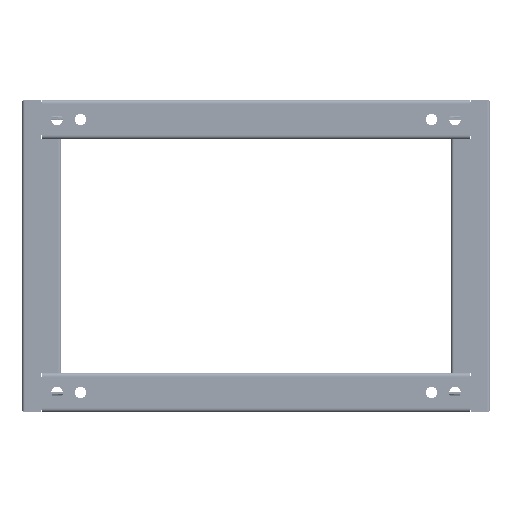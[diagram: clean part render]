
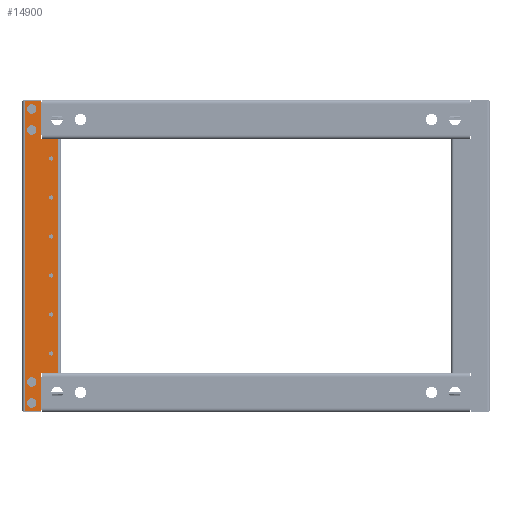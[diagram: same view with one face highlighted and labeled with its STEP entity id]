
A CAD part, front view. The second image highlights one B-rep face of the part: STEP entity #14900.
In plain terms, the highlighted planar face has unit normal (0, -1, 0).
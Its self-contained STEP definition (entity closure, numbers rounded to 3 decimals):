
#14900=ADVANCED_FACE('',(#34705,#34706,#34707,#34708,#34709,#34710,#34711,#34712,#34713,#34714,#34715),#34716,.T.);
#34705=FACE_BOUND('',#57103,.T.);
#34706=FACE_BOUND('',#57104,.T.);
#34707=FACE_BOUND('',#57105,.T.);
#34708=FACE_BOUND('',#57106,.T.);
#34709=FACE_BOUND('',#57107,.T.);
#34710=FACE_BOUND('',#57108,.T.);
#34711=FACE_BOUND('',#57109,.T.);
#34712=FACE_BOUND('',#57110,.T.);
#34713=FACE_BOUND('',#57111,.T.);
#34714=FACE_BOUND('',#57112,.T.);
#34715=FACE_OUTER_BOUND('',#57113,.T.);
#34716=PLANE('',#57114);
#57103=EDGE_LOOP('',(#105098,#105099));
#57104=EDGE_LOOP('',(#105100,#105101));
#57105=EDGE_LOOP('',(#105102,#105103));
#57106=EDGE_LOOP('',(#105104,#105105));
#57107=EDGE_LOOP('',(#105106,#105107));
#57108=EDGE_LOOP('',(#105108,#105109));
#57109=EDGE_LOOP('',(#105110,#105111));
#57110=EDGE_LOOP('',(#105112,#105113));
#57111=EDGE_LOOP('',(#105114,#105115));
#57112=EDGE_LOOP('',(#105116,#105117));
#57113=EDGE_LOOP('',(#105118,#105119,#105120,#105121,#105122,#105123,#105124,#105125));
#57114=AXIS2_PLACEMENT_3D('',#105126,#105127,#105128);
#105098=ORIENTED_EDGE('',*,*,#138718,.T.);
#105099=ORIENTED_EDGE('',*,*,#138885,.T.);
#105100=ORIENTED_EDGE('',*,*,#138723,.T.);
#105101=ORIENTED_EDGE('',*,*,#138886,.T.);
#105102=ORIENTED_EDGE('',*,*,#138728,.T.);
#105103=ORIENTED_EDGE('',*,*,#138887,.T.);
#105104=ORIENTED_EDGE('',*,*,#138733,.T.);
#105105=ORIENTED_EDGE('',*,*,#138888,.T.);
#105106=ORIENTED_EDGE('',*,*,#138738,.T.);
#105107=ORIENTED_EDGE('',*,*,#138889,.T.);
#105108=ORIENTED_EDGE('',*,*,#138743,.T.);
#105109=ORIENTED_EDGE('',*,*,#138890,.T.);
#105110=ORIENTED_EDGE('',*,*,#138748,.T.);
#105111=ORIENTED_EDGE('',*,*,#138891,.T.);
#105112=ORIENTED_EDGE('',*,*,#138753,.T.);
#105113=ORIENTED_EDGE('',*,*,#138892,.T.);
#105114=ORIENTED_EDGE('',*,*,#138758,.T.);
#105115=ORIENTED_EDGE('',*,*,#138893,.T.);
#105116=ORIENTED_EDGE('',*,*,#138763,.T.);
#105117=ORIENTED_EDGE('',*,*,#138894,.T.);
#105118=ORIENTED_EDGE('',*,*,#138895,.T.);
#105119=ORIENTED_EDGE('',*,*,#138883,.F.);
#105120=ORIENTED_EDGE('',*,*,#138896,.T.);
#105121=ORIENTED_EDGE('',*,*,#138897,.T.);
#105122=ORIENTED_EDGE('',*,*,#138898,.F.);
#105123=ORIENTED_EDGE('',*,*,#138899,.T.);
#105124=ORIENTED_EDGE('',*,*,#138861,.T.);
#105125=ORIENTED_EDGE('',*,*,#138900,.T.);
#105126=CARTESIAN_POINT('',(25.0,0.0,399.0));
#105127=DIRECTION('',(0.0,-1.0,0.0));
#105128=DIRECTION('',(-1.0,0.0,0.0));
#138718=EDGE_CURVE('',#170322,#170326,#170328,.T.);
#138723=EDGE_CURVE('',#170331,#170335,#170337,.T.);
#138728=EDGE_CURVE('',#170340,#170344,#170346,.T.);
#138733=EDGE_CURVE('',#170349,#170353,#170355,.T.);
#138738=EDGE_CURVE('',#170358,#170362,#170364,.T.);
#138743=EDGE_CURVE('',#170367,#170371,#170373,.T.);
#138748=EDGE_CURVE('',#170376,#170380,#170382,.T.);
#138753=EDGE_CURVE('',#170385,#170389,#170391,.T.);
#138758=EDGE_CURVE('',#170394,#170398,#170400,.T.);
#138763=EDGE_CURVE('',#170403,#170407,#170409,.T.);
#138861=EDGE_CURVE('',#170586,#170584,#170587,.T.);
#138883=EDGE_CURVE('',#170623,#170621,#170625,.T.);
#138885=EDGE_CURVE('',#170326,#170322,#170627,.T.);
#138886=EDGE_CURVE('',#170335,#170331,#170628,.T.);
#138887=EDGE_CURVE('',#170344,#170340,#170629,.T.);
#138888=EDGE_CURVE('',#170353,#170349,#170630,.T.);
#138889=EDGE_CURVE('',#170362,#170358,#170631,.T.);
#138890=EDGE_CURVE('',#170371,#170367,#170632,.T.);
#138891=EDGE_CURVE('',#170380,#170376,#170633,.T.);
#138892=EDGE_CURVE('',#170389,#170385,#170634,.T.);
#138893=EDGE_CURVE('',#170398,#170394,#170635,.T.);
#138894=EDGE_CURVE('',#170407,#170403,#170636,.T.);
#138895=EDGE_CURVE('',#170637,#170621,#170638,.T.);
#138896=EDGE_CURVE('',#170623,#170639,#170640,.T.);
#138897=EDGE_CURVE('',#170639,#170641,#170642,.T.);
#138898=EDGE_CURVE('',#170643,#170641,#170644,.T.);
#138899=EDGE_CURVE('',#170643,#170586,#170645,.T.);
#138900=EDGE_CURVE('',#170584,#170637,#170646,.T.);
#170322=VERTEX_POINT('',#210434);
#170326=VERTEX_POINT('',#210439);
#170328=CIRCLE('',#210442,2.7);
#170331=VERTEX_POINT('',#210445);
#170335=VERTEX_POINT('',#210450);
#170337=CIRCLE('',#210453,2.7);
#170340=VERTEX_POINT('',#210456);
#170344=VERTEX_POINT('',#210461);
#170346=CIRCLE('',#210464,2.7);
#170349=VERTEX_POINT('',#210467);
#170353=VERTEX_POINT('',#210472);
#170355=CIRCLE('',#210475,2.7);
#170358=VERTEX_POINT('',#210478);
#170362=VERTEX_POINT('',#210483);
#170364=CIRCLE('',#210486,2.7);
#170367=VERTEX_POINT('',#210489);
#170371=VERTEX_POINT('',#210494);
#170373=CIRCLE('',#210497,2.7);
#170376=VERTEX_POINT('',#210500);
#170380=VERTEX_POINT('',#210505);
#170382=CIRCLE('',#210508,6.1);
#170385=VERTEX_POINT('',#210511);
#170389=VERTEX_POINT('',#210516);
#170391=CIRCLE('',#210519,6.1);
#170394=VERTEX_POINT('',#210522);
#170398=VERTEX_POINT('',#210527);
#170400=CIRCLE('',#210530,6.1);
#170403=VERTEX_POINT('',#210533);
#170407=VERTEX_POINT('',#210538);
#170409=CIRCLE('',#210541,6.1);
#170584=VERTEX_POINT('',#210756);
#170586=VERTEX_POINT('',#210759);
#170587=LINE('',#210760,#210761);
#170621=VERTEX_POINT('',#210808);
#170623=VERTEX_POINT('',#210810);
#170625=LINE('',#210812,#210813);
#170627=CIRCLE('',#210815,2.7);
#170628=CIRCLE('',#210816,2.7);
#170629=CIRCLE('',#210817,2.7);
#170630=CIRCLE('',#210818,2.7);
#170631=CIRCLE('',#210819,2.7);
#170632=CIRCLE('',#210820,2.7);
#170633=CIRCLE('',#210821,6.1);
#170634=CIRCLE('',#210822,6.1);
#170635=CIRCLE('',#210823,6.1);
#170636=CIRCLE('',#210824,6.1);
#170637=VERTEX_POINT('',#210825);
#170638=LINE('',#210826,#210827);
#170639=VERTEX_POINT('',#210828);
#170640=LINE('',#210829,#210830);
#170641=VERTEX_POINT('',#210831);
#170642=LINE('',#210832,#210833);
#170643=VERTEX_POINT('',#210834);
#170644=LINE('',#210835,#210836);
#170645=LINE('',#210837,#210838);
#170646=LINE('',#210839,#210840);
#210434=CARTESIAN_POINT('',(37.5,0.0,72.3));
#210439=CARTESIAN_POINT('',(37.5,0.0,77.7));
#210442=AXIS2_PLACEMENT_3D('',#250875,#250876,#250877);
#210445=CARTESIAN_POINT('',(37.5,0.0,122.3));
#210450=CARTESIAN_POINT('',(37.5,0.0,127.7));
#210453=AXIS2_PLACEMENT_3D('',#250883,#250884,#250885);
#210456=CARTESIAN_POINT('',(37.5,0.0,172.3));
#210461=CARTESIAN_POINT('',(37.5,0.0,177.7));
#210464=AXIS2_PLACEMENT_3D('',#250891,#250892,#250893);
#210467=CARTESIAN_POINT('',(37.5,0.0,222.3));
#210472=CARTESIAN_POINT('',(37.5,0.0,227.7));
#210475=AXIS2_PLACEMENT_3D('',#250899,#250900,#250901);
#210478=CARTESIAN_POINT('',(37.5,0.0,272.3));
#210483=CARTESIAN_POINT('',(37.5,0.0,277.7));
#210486=AXIS2_PLACEMENT_3D('',#250907,#250908,#250909);
#210489=CARTESIAN_POINT('',(37.5,0.0,322.3));
#210494=CARTESIAN_POINT('',(37.5,0.0,327.7));
#210497=AXIS2_PLACEMENT_3D('',#250915,#250916,#250917);
#210500=CARTESIAN_POINT('',(12.5,0.0,32.4));
#210505=CARTESIAN_POINT('',(12.5,0.0,44.6));
#210508=AXIS2_PLACEMENT_3D('',#250923,#250924,#250925);
#210511=CARTESIAN_POINT('',(12.5,0.0,5.4));
#210516=CARTESIAN_POINT('',(12.5,0.0,17.6));
#210519=AXIS2_PLACEMENT_3D('',#250931,#250932,#250933);
#210522=CARTESIAN_POINT('',(12.5,0.0,355.4));
#210527=CARTESIAN_POINT('',(12.5,0.0,367.6));
#210530=AXIS2_PLACEMENT_3D('',#250939,#250940,#250941);
#210533=CARTESIAN_POINT('',(12.5,0.0,382.4));
#210538=CARTESIAN_POINT('',(12.5,0.0,394.6));
#210541=AXIS2_PLACEMENT_3D('',#250947,#250948,#250949);
#210756=CARTESIAN_POINT('',(24.5,0.0,1.0));
#210759=CARTESIAN_POINT('',(3.5,0.0,1.0));
#210760=CARTESIAN_POINT('',(3.5,0.0,1.0));
#210761=VECTOR('',#251102,1.0);
#210808=CARTESIAN_POINT('',(46.5,0.0,50.0));
#210810=CARTESIAN_POINT('',(46.5,0.0,350.0));
#210812=CARTESIAN_POINT('',(46.5,0.0,399.0));
#210813=VECTOR('',#251131,1.0);
#210815=AXIS2_PLACEMENT_3D('',#251132,#251133,#251134);
#210816=AXIS2_PLACEMENT_3D('',#251135,#251136,#251137);
#210817=AXIS2_PLACEMENT_3D('',#251138,#251139,#251140);
#210818=AXIS2_PLACEMENT_3D('',#251141,#251142,#251143);
#210819=AXIS2_PLACEMENT_3D('',#251144,#251145,#251146);
#210820=AXIS2_PLACEMENT_3D('',#251147,#251148,#251149);
#210821=AXIS2_PLACEMENT_3D('',#251150,#251151,#251152);
#210822=AXIS2_PLACEMENT_3D('',#251153,#251154,#251155);
#210823=AXIS2_PLACEMENT_3D('',#251156,#251157,#251158);
#210824=AXIS2_PLACEMENT_3D('',#251159,#251160,#251161);
#210825=CARTESIAN_POINT('',(24.5,0.0,50.0));
#210826=CARTESIAN_POINT('',(32.25,0.0,50.0));
#210827=VECTOR('',#251162,1.0);
#210828=CARTESIAN_POINT('',(24.5,0.0,350.0));
#210829=CARTESIAN_POINT('',(32.25,0.0,350.0));
#210830=VECTOR('',#251163,1.0);
#210831=CARTESIAN_POINT('',(24.5,0.0,399.0));
#210832=CARTESIAN_POINT('',(24.5,0.0,386.75));
#210833=VECTOR('',#251164,1.0);
#210834=CARTESIAN_POINT('',(3.5,0.0,399.0));
#210835=CARTESIAN_POINT('',(3.5,0.0,399.0));
#210836=VECTOR('',#251165,1.0);
#210837=CARTESIAN_POINT('',(3.5,0.0,399.0));
#210838=VECTOR('',#251166,1.0);
#210839=CARTESIAN_POINT('',(24.5,0.0,212.25));
#210840=VECTOR('',#251167,1.0);
#250875=CARTESIAN_POINT('',(37.5,0.0,75.0));
#250876=DIRECTION('',(-0.0,1.0,0.0));
#250877=DIRECTION('',(0.0,0.0,-1.0));
#250883=CARTESIAN_POINT('',(37.5,0.0,125.0));
#250884=DIRECTION('',(-0.0,1.0,0.0));
#250885=DIRECTION('',(0.0,0.0,-1.0));
#250891=CARTESIAN_POINT('',(37.5,0.0,175.0));
#250892=DIRECTION('',(-0.0,1.0,0.0));
#250893=DIRECTION('',(0.0,0.0,-1.0));
#250899=CARTESIAN_POINT('',(37.5,0.0,225.0));
#250900=DIRECTION('',(-0.0,1.0,0.0));
#250901=DIRECTION('',(0.0,0.0,-1.0));
#250907=CARTESIAN_POINT('',(37.5,0.0,275.0));
#250908=DIRECTION('',(-0.0,1.0,0.0));
#250909=DIRECTION('',(0.0,0.0,-1.0));
#250915=CARTESIAN_POINT('',(37.5,0.0,325.0));
#250916=DIRECTION('',(-0.0,1.0,0.0));
#250917=DIRECTION('',(0.0,0.0,-1.0));
#250923=CARTESIAN_POINT('',(12.5,0.0,38.5));
#250924=DIRECTION('',(-0.0,1.0,0.0));
#250925=DIRECTION('',(0.0,0.0,-1.0));
#250931=CARTESIAN_POINT('',(12.5,0.0,11.5));
#250932=DIRECTION('',(-0.0,1.0,0.0));
#250933=DIRECTION('',(0.0,0.0,-1.0));
#250939=CARTESIAN_POINT('',(12.5,0.0,361.5));
#250940=DIRECTION('',(-0.0,1.0,0.0));
#250941=DIRECTION('',(0.0,0.0,-1.0));
#250947=CARTESIAN_POINT('',(12.5,0.0,388.5));
#250948=DIRECTION('',(-0.0,1.0,0.0));
#250949=DIRECTION('',(0.0,0.0,-1.0));
#251102=DIRECTION('',(1.0,0.0,0.0));
#251131=DIRECTION('',(0.0,0.0,-1.0));
#251132=CARTESIAN_POINT('',(37.5,0.0,75.0));
#251133=DIRECTION('',(-0.0,1.0,0.0));
#251134=DIRECTION('',(0.0,0.0,-1.0));
#251135=CARTESIAN_POINT('',(37.5,0.0,125.0));
#251136=DIRECTION('',(-0.0,1.0,0.0));
#251137=DIRECTION('',(0.0,0.0,-1.0));
#251138=CARTESIAN_POINT('',(37.5,0.0,175.0));
#251139=DIRECTION('',(-0.0,1.0,0.0));
#251140=DIRECTION('',(0.0,0.0,-1.0));
#251141=CARTESIAN_POINT('',(37.5,0.0,225.0));
#251142=DIRECTION('',(-0.0,1.0,0.0));
#251143=DIRECTION('',(0.0,0.0,-1.0));
#251144=CARTESIAN_POINT('',(37.5,0.0,275.0));
#251145=DIRECTION('',(-0.0,1.0,0.0));
#251146=DIRECTION('',(0.0,0.0,-1.0));
#251147=CARTESIAN_POINT('',(37.5,0.0,325.0));
#251148=DIRECTION('',(-0.0,1.0,0.0));
#251149=DIRECTION('',(0.0,0.0,-1.0));
#251150=CARTESIAN_POINT('',(12.5,0.0,38.5));
#251151=DIRECTION('',(-0.0,1.0,0.0));
#251152=DIRECTION('',(0.0,0.0,-1.0));
#251153=CARTESIAN_POINT('',(12.5,0.0,11.5));
#251154=DIRECTION('',(-0.0,1.0,0.0));
#251155=DIRECTION('',(0.0,0.0,-1.0));
#251156=CARTESIAN_POINT('',(12.5,0.0,361.5));
#251157=DIRECTION('',(-0.0,1.0,0.0));
#251158=DIRECTION('',(0.0,0.0,-1.0));
#251159=CARTESIAN_POINT('',(12.5,0.0,388.5));
#251160=DIRECTION('',(-0.0,1.0,0.0));
#251161=DIRECTION('',(0.0,0.0,-1.0));
#251162=DIRECTION('',(1.0,0.0,0.0));
#251163=DIRECTION('',(-1.0,0.0,0.0));
#251164=DIRECTION('',(-0.0,0.0,1.0));
#251165=DIRECTION('',(1.0,0.0,0.0));
#251166=DIRECTION('',(0.0,0.0,-1.0));
#251167=DIRECTION('',(-0.0,0.0,1.0));
